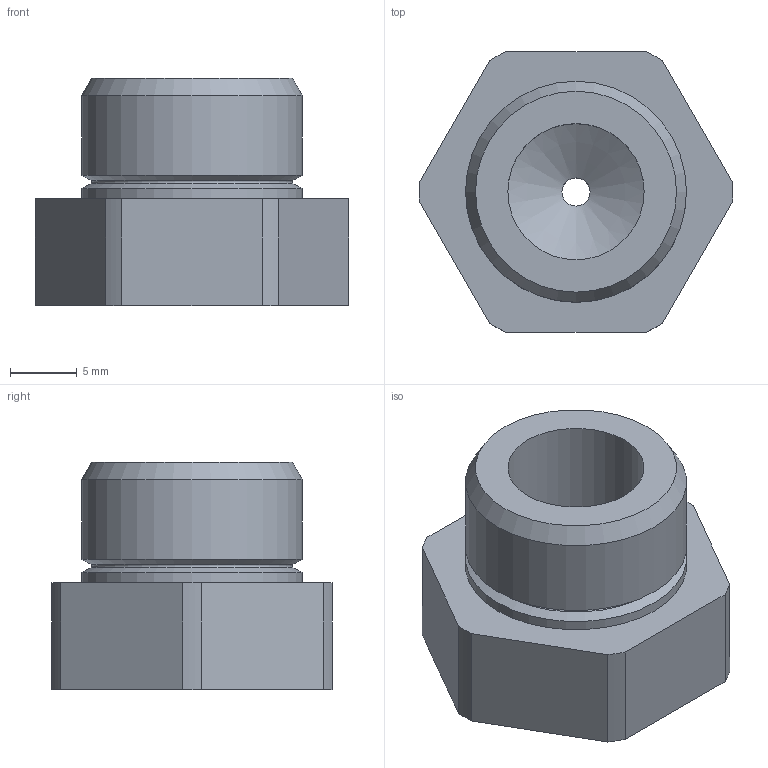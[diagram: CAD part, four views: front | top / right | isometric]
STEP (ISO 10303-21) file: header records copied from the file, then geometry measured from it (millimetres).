
FILE_DESCRIPTION(/* description */ (''),/* implementation_level */ '2;1');
FILE_NAME(/* name */ 'G3-8 Venturi Shape A CSA 3.47 - 2.10.step',/* time_stamp */ '2024-10-01T17:38:16+01:00',/* author */ (''),/* organization */ (''),/* preprocessor_version */ 'ST-DEVELOPER v20',/* originating_system */ 'Autodesk Translation Framework v13.14.0.145',/* authorisation */ '');
FILE_SCHEMA (('AUTOMOTIVE_DESIGN { 1 0 10303 214 3 1 1 }'));
Length unit declared in the file: millimetre
Products named in the file (1): G3-8 Venturi Shape A CSA 3.47 - 2.10
Bounding box: 23.5 x 21 x 17 mm (x, y, z)
Volume: 4004.8 mm3; surface area: 2185.8 mm2
Topology: 1 solids, 1 shells, 177 faces, 485 edges, 322 vertices
Faces by surface type: plane 86, bspline 76, cylinder 10, cone 4, torus 1
Full cylindrical faces by diameter (mm): 2.1 x1, 10.2 x1, 16.537 x2
Entity records: 6326 total; most frequent: CARTESIAN_POINT 2286, ORIENTED_EDGE 970, DIRECTION 569, EDGE_CURVE 485, VERTEX_POINT 322, LINE 305, VECTOR 305, EDGE_LOOP 191
